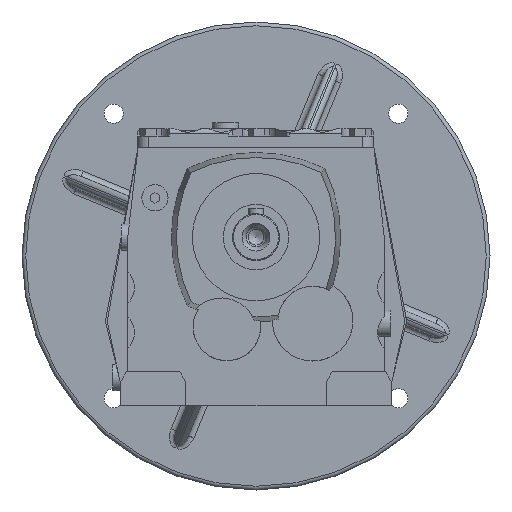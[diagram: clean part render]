
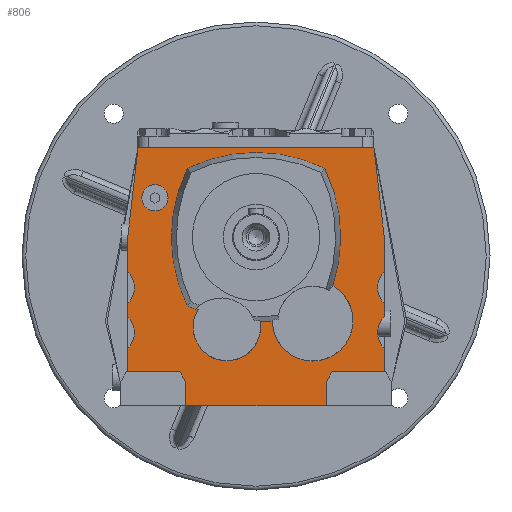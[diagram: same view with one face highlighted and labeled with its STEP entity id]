
A CAD part, left-side view. The second image highlights one B-rep face of the part: STEP entity #806.
In plain terms, the highlighted planar face has unit normal (-1, 0, 0).
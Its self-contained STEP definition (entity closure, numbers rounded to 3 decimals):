
#806=ADVANCED_FACE('',(#5853,#5855),#5857,.F.);
#5853=FACE_BOUND('',#5854,.T.);
#5854=EDGE_LOOP('',(#12054,#12055,#12056,#12057,#12058,#12059,#12060,#12061,#12062,
#12063,#12064,#12065,#12066,#12067,#12068,#12069,#12070,#12071,#12072,#12073));
#5855=FACE_BOUND('',#5856,.T.);
#5856=EDGE_LOOP('',(#12074,#12075,#12076,#12077,#12078,#12079,#12080));
#5857=PLANE('',#5858);
#5858=AXIS2_PLACEMENT_3D('',#5859,#5860,#5861);
#5859=CARTESIAN_POINT('',(37.,0.,-22.354));
#5860=DIRECTION('',(1.,0.,0.));
#5861=DIRECTION('',(0.,1.,0.));
#12054=ORIENTED_EDGE('',*,*,#14541,.T.);
#12055=ORIENTED_EDGE('',*,*,#14549,.F.);
#12056=ORIENTED_EDGE('',*,*,#14551,.F.);
#12057=ORIENTED_EDGE('',*,*,#14552,.F.);
#12058=ORIENTED_EDGE('',*,*,#14553,.F.);
#12059=ORIENTED_EDGE('',*,*,#14554,.F.);
#12060=ORIENTED_EDGE('',*,*,#14531,.T.);
#12061=ORIENTED_EDGE('',*,*,#14555,.F.);
#12062=ORIENTED_EDGE('',*,*,#14527,.T.);
#12063=ORIENTED_EDGE('',*,*,#14556,.F.);
#12064=ORIENTED_EDGE('',*,*,#14557,.T.);
#12065=ORIENTED_EDGE('',*,*,#14558,.T.);
#12066=ORIENTED_EDGE('',*,*,#14559,.T.);
#12067=ORIENTED_EDGE('',*,*,#14560,.F.);
#12068=ORIENTED_EDGE('',*,*,#14561,.T.);
#12069=ORIENTED_EDGE('',*,*,#14562,.T.);
#12070=ORIENTED_EDGE('',*,*,#14563,.T.);
#12071=ORIENTED_EDGE('',*,*,#14545,.F.);
#12072=ORIENTED_EDGE('',*,*,#14537,.T.);
#12073=ORIENTED_EDGE('',*,*,#14543,.F.);
#12074=ORIENTED_EDGE('',*,*,#14523,.T.);
#12075=ORIENTED_EDGE('',*,*,#14564,.T.);
#12076=ORIENTED_EDGE('',*,*,#14519,.T.);
#12077=ORIENTED_EDGE('',*,*,#14565,.T.);
#12078=ORIENTED_EDGE('',*,*,#14566,.T.);
#12079=ORIENTED_EDGE('',*,*,#14567,.T.);
#12080=ORIENTED_EDGE('',*,*,#14568,.T.);
#14519=EDGE_CURVE('',#15798,#15795,#15799,.T.);
#14523=EDGE_CURVE('',#15806,#15803,#15807,.T.);
#14527=EDGE_CURVE('',#15814,#15811,#15815,.T.);
#14531=EDGE_CURVE('',#15822,#15819,#15823,.T.);
#14537=EDGE_CURVE('',#15828,#15832,#15834,.T.);
#14541=EDGE_CURVE('',#15836,#15840,#15842,.T.);
#14543=EDGE_CURVE('',#15836,#15832,#15844,.T.);
#14545=EDGE_CURVE('',#15828,#15846,#15847,.T.);
#14549=EDGE_CURVE('',#15852,#15840,#15854,.T.);
#14551=EDGE_CURVE('',#15856,#15852,#15857,.T.);
#14552=EDGE_CURVE('',#15858,#15856,#15859,.T.);
#14553=EDGE_CURVE('',#15860,#15858,#15861,.T.);
#14554=EDGE_CURVE('',#15822,#15860,#15862,.T.);
#14555=EDGE_CURVE('',#15814,#15819,#15863,.T.);
#14556=EDGE_CURVE('',#15864,#15811,#15865,.T.);
#14557=EDGE_CURVE('',#15864,#15866,#15867,.T.);
#14558=EDGE_CURVE('',#15866,#15868,#15869,.T.);
#14559=EDGE_CURVE('',#15868,#15870,#15871,.T.);
#14560=EDGE_CURVE('',#15872,#15870,#15873,.T.);
#14561=EDGE_CURVE('',#15872,#15874,#15875,.T.);
#14562=EDGE_CURVE('',#15874,#15876,#15877,.T.);
#14563=EDGE_CURVE('',#15876,#15846,#15878,.T.);
#14564=EDGE_CURVE('',#15803,#15798,#15879,.T.);
#14565=EDGE_CURVE('',#15795,#15880,#15881,.T.);
#14566=EDGE_CURVE('',#15880,#15882,#15883,.T.);
#14567=EDGE_CURVE('',#15882,#15884,#15885,.T.);
#14568=EDGE_CURVE('',#15884,#15806,#15886,.T.);
#15795=VERTEX_POINT('',#17931);
#15798=VERTEX_POINT('',#17944);
#15799=CIRCLE('',#17945,18.);
#15803=VERTEX_POINT('',#17965);
#15806=VERTEX_POINT('',#17975);
#15807=CIRCLE('',#17976,21.5);
#15811=VERTEX_POINT('',#17996);
#15814=VERTEX_POINT('',#18001);
#15815=CIRCLE('',#18002,12.);
#15819=VERTEX_POINT('',#18014);
#15822=VERTEX_POINT('',#18019);
#15823=CIRCLE('',#18020,12.);
#15828=VERTEX_POINT('',#18033);
#15832=VERTEX_POINT('',#18042);
#15834=CIRCLE('',#18046,12.);
#15836=VERTEX_POINT('',#18051);
#15840=VERTEX_POINT('',#18060);
#15842=CIRCLE('',#18064,12.);
#15844=LINE('',#18071,#18072);
#15846=VERTEX_POINT('',#18077);
#15847=LINE('',#18078,#18079);
#15852=VERTEX_POINT('',#18089);
#15854=LINE('',#18093,#18094);
#15856=VERTEX_POINT('',#18099);
#15857=LINE('',#18100,#18101);
#15858=VERTEX_POINT('',#18103);
#15859=LINE('',#18104,#18105);
#15860=VERTEX_POINT('',#18107);
#15861=LINE('',#18108,#18109);
#15862=LINE('',#18111,#18112);
#15863=LINE('',#18114,#18115);
#15864=VERTEX_POINT('',#18117);
#15865=LINE('',#18118,#18119);
#15866=VERTEX_POINT('',#18121);
#15867=LINE('',#18122,#18123);
#15868=VERTEX_POINT('',#18125);
#15869=LINE('',#18126,#18127);
#15870=VERTEX_POINT('',#18129);
#15871=LINE('',#18130,#18131);
#15872=VERTEX_POINT('',#18133);
#15873=LINE('',#18134,#18135);
#15874=VERTEX_POINT('',#18137);
#15875=LINE('',#18138,#18139);
#15876=VERTEX_POINT('',#18141);
#15877=LINE('',#18142,#18143);
#15878=LINE('',#18145,#18146);
#15879=CIRCLE('',#18148,82.712);
#15880=VERTEX_POINT('',#18152);
#15881=CIRCLE('',#18153,82.712);
#15882=VERTEX_POINT('',#18157);
#15883=CIRCLE('',#18158,82.712);
#15884=VERTEX_POINT('',#18162);
#15885=CIRCLE('',#18163,82.712);
#15886=CIRCLE('',#18167,82.712);
#17931=CARTESIAN_POINT('',(37.,31.215,-39.096));
#17944=CARTESIAN_POINT('',(37.,-2.197,-45.183));
#17945=AXIS2_PLACEMENT_3D('',#17946,#17947,#17948);
#17946=CARTESIAN_POINT('',(37.,15.579,-48.012));
#17947=DIRECTION('',(1.,0.,-0.));
#17948=DIRECTION('',(0.,-0.988,0.157));
#17965=CARTESIAN_POINT('',(37.,-8.802,-44.742));
#17975=CARTESIAN_POINT('',(37.,-41.003,-26.049));
#17976=AXIS2_PLACEMENT_3D('',#17977,#17978,#17979);
#17977=CARTESIAN_POINT('',(37.,-30.302,-44.697));
#17978=DIRECTION('',(1.,0.,-0.));
#17979=DIRECTION('',(0.,-0.498,0.867));
#17996=CARTESIAN_POINT('',(37.,68.5,-59.57));
#18001=CARTESIAN_POINT('',(37.,68.5,-42.43));
#18002=AXIS2_PLACEMENT_3D('',#18003,#18004,#18005);
#18003=CARTESIAN_POINT('',(37.,76.9,-51.));
#18004=DIRECTION('',(1.,0.,-0.));
#18005=DIRECTION('',(0.,-0.7,0.714));
#18014=CARTESIAN_POINT('',(37.,68.5,-35.57));
#18019=CARTESIAN_POINT('',(37.,68.5,-18.43));
#18020=AXIS2_PLACEMENT_3D('',#18021,#18022,#18023);
#18021=CARTESIAN_POINT('',(37.,76.9,-27.));
#18022=DIRECTION('',(1.,0.,-0.));
#18023=DIRECTION('',(0.,-0.7,0.714));
#18033=CARTESIAN_POINT('',(37.,-68.5,-59.57));
#18042=CARTESIAN_POINT('',(37.,-68.5,-42.43));
#18046=AXIS2_PLACEMENT_3D('',#18047,#18048,#18049);
#18047=CARTESIAN_POINT('',(37.,-76.9,-51.));
#18048=DIRECTION('',(1.,0.,0.));
#18049=DIRECTION('',(0.,0.7,-0.714));
#18051=CARTESIAN_POINT('',(37.,-68.5,-35.57));
#18060=CARTESIAN_POINT('',(37.,-68.5,-18.43));
#18064=AXIS2_PLACEMENT_3D('',#18065,#18066,#18067);
#18065=CARTESIAN_POINT('',(37.,-76.9,-27.));
#18066=DIRECTION('',(1.,0.,0.));
#18067=DIRECTION('',(0.,0.7,-0.714));
#18071=CARTESIAN_POINT('',(37.,-68.5,-35.57));
#18072=VECTOR('',#18073,1.);
#18073=DIRECTION('',(0.,0.,-1.));
#18077=CARTESIAN_POINT('',(37.,-68.5,-72.));
#18078=CARTESIAN_POINT('',(37.,-68.5,-59.57));
#18079=VECTOR('',#18080,1.);
#18080=DIRECTION('',(0.,0.,-1.));
#18089=CARTESIAN_POINT('',(37.,-68.5,0.));
#18093=CARTESIAN_POINT('',(37.,-68.5,0.));
#18094=VECTOR('',#18095,1.);
#18095=DIRECTION('',(0.,0.,-1.));
#18099=CARTESIAN_POINT('',(37.,-63.,48.));
#18100=CARTESIAN_POINT('',(37.,-63.,48.));
#18101=VECTOR('',#18102,1.);
#18102=DIRECTION('',(0.,-0.114,-0.993));
#18103=CARTESIAN_POINT('',(37.,63.,48.));
#18104=CARTESIAN_POINT('',(37.,63.,48.));
#18105=VECTOR('',#18106,1.);
#18106=DIRECTION('',(0.,-1.,0.));
#18107=CARTESIAN_POINT('',(37.,68.5,0.));
#18108=CARTESIAN_POINT('',(37.,68.5,0.));
#18109=VECTOR('',#18110,1.);
#18110=DIRECTION('',(0.,-0.114,0.993));
#18111=CARTESIAN_POINT('',(37.,68.5,-18.43));
#18112=VECTOR('',#18113,1.);
#18113=DIRECTION('',(0.,0.,1.));
#18114=CARTESIAN_POINT('',(37.,68.5,-42.43));
#18115=VECTOR('',#18116,1.);
#18116=DIRECTION('',(0.,0.,1.));
#18117=CARTESIAN_POINT('',(37.,68.5,-72.));
#18118=CARTESIAN_POINT('',(37.,68.5,-72.));
#18119=VECTOR('',#18120,1.);
#18120=DIRECTION('',(0.,0.,1.));
#18121=CARTESIAN_POINT('',(37.,40.675,-72.));
#18122=CARTESIAN_POINT('',(37.,68.5,-72.));
#18123=VECTOR('',#18124,1.);
#18124=DIRECTION('',(0.,-1.,0.));
#18125=CARTESIAN_POINT('',(37.,37.5,-77.5));
#18126=CARTESIAN_POINT('',(37.,40.675,-72.));
#18127=VECTOR('',#18128,1.);
#18128=DIRECTION('',(0.,-0.5,-0.866));
#18129=CARTESIAN_POINT('',(37.,37.5,-90.));
#18130=CARTESIAN_POINT('',(37.,37.5,-77.5));
#18131=VECTOR('',#18132,1.);
#18132=DIRECTION('',(0.,0.,-1.));
#18133=CARTESIAN_POINT('',(37.,-37.5,-90.));
#18134=CARTESIAN_POINT('',(37.,-37.5,-90.));
#18135=VECTOR('',#18136,1.);
#18136=DIRECTION('',(0.,1.,0.));
#18137=CARTESIAN_POINT('',(37.,-37.5,-77.5));
#18138=CARTESIAN_POINT('',(37.,-37.5,-90.));
#18139=VECTOR('',#18140,1.);
#18140=DIRECTION('',(0.,0.,1.));
#18141=CARTESIAN_POINT('',(37.,-40.675,-72.));
#18142=CARTESIAN_POINT('',(37.,-37.5,-77.5));
#18143=VECTOR('',#18144,1.);
#18144=DIRECTION('',(0.,-0.5,0.866));
#18145=CARTESIAN_POINT('',(37.,-40.675,-72.));
#18146=VECTOR('',#18147,1.);
#18147=DIRECTION('',(0.,-1.,0.));
#18148=AXIS2_PLACEMENT_3D('',#18149,#18150,#18151);
#18149=CARTESIAN_POINT('',(37.,0.,37.5));
#18150=DIRECTION('',(1.,-0.,0.));
#18151=DIRECTION('',(0.,-0.106,-0.994));
#18152=CARTESIAN_POINT('',(37.,36.649,-36.649));
#18153=AXIS2_PLACEMENT_3D('',#18154,#18155,#18156);
#18154=CARTESIAN_POINT('',(37.,0.,37.5));
#18155=DIRECTION('',(1.,-0.,0.));
#18156=DIRECTION('',(0.,0.377,-0.926));
#18157=CARTESIAN_POINT('',(37.,36.649,36.649));
#18158=AXIS2_PLACEMENT_3D('',#18159,#18160,#18161);
#18159=CARTESIAN_POINT('',(37.,-37.5,0.));
#18160=DIRECTION('',(1.,-0.,0.));
#18161=DIRECTION('',(0.,0.896,-0.443));
#18162=CARTESIAN_POINT('',(37.,-36.649,36.649));
#18163=AXIS2_PLACEMENT_3D('',#18164,#18165,#18166);
#18164=CARTESIAN_POINT('',(37.,0.,-37.5));
#18165=DIRECTION('',(1.,0.,-0.));
#18166=DIRECTION('',(0.,0.443,0.896));
#18167=AXIS2_PLACEMENT_3D('',#18168,#18169,#18170);
#18168=CARTESIAN_POINT('',(37.,37.5,0.));
#18169=DIRECTION('',(1.,0.,-0.));
#18170=DIRECTION('',(0.,-0.896,0.443));
